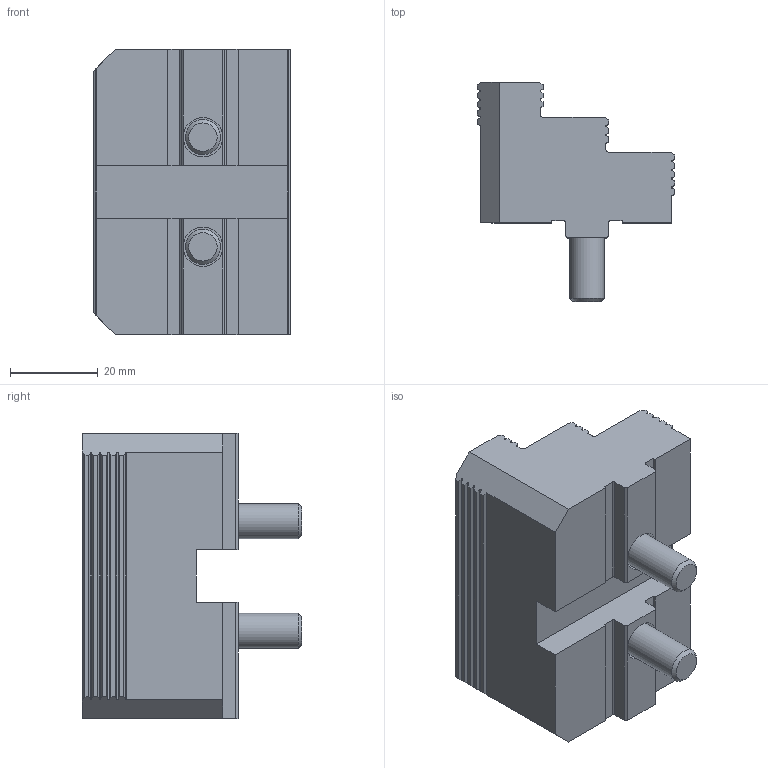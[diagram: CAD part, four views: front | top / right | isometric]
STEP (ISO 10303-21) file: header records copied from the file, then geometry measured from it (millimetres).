
FILE_DESCRIPTION(/* description */ (''),/* implementation_level */ '2;1');
FILE_NAME(/* name */ '301-0065-002_Kunde.stp',/* time_stamp */ '2023-01-20T11:18:34+01:00',/* author */ ('Chiacchiera'),/* organization */ (''),/* preprocessor_version */ 'ST-DEVELOPER v19.2',/* originating_system */ 'Autodesk Inventor 2023',/* authorisation */ '0 mm^3');
FILE_SCHEMA (('AUTOMOTIVE_DESIGN { 1 0 10303 214 3 1 1 }'));
Length unit declared in the file: millimetre
Products named in the file (1): 301-0065-002_Kunde
Bounding box: 45 x 50 x 65 mm (x, y, z)
Volume: 63539.3 mm3; surface area: 17139.3 mm2
Topology: 1 solids, 1 shells, 171 faces, 487 edges, 322 vertices
Faces by surface type: plane 127, cylinder 38, cone 4, torus 2
Full cylindrical faces by diameter (mm): 8 x2, 9 x2, 13 x2, 15 x2
Entity records: 5889 total; most frequent: CARTESIAN_POINT 1183, ORIENTED_EDGE 970, DIRECTION 899, EDGE_CURVE 485, LINE 355, VECTOR 355, VERTEX_POINT 322, AXIS2_PLACEMENT_3D 272
